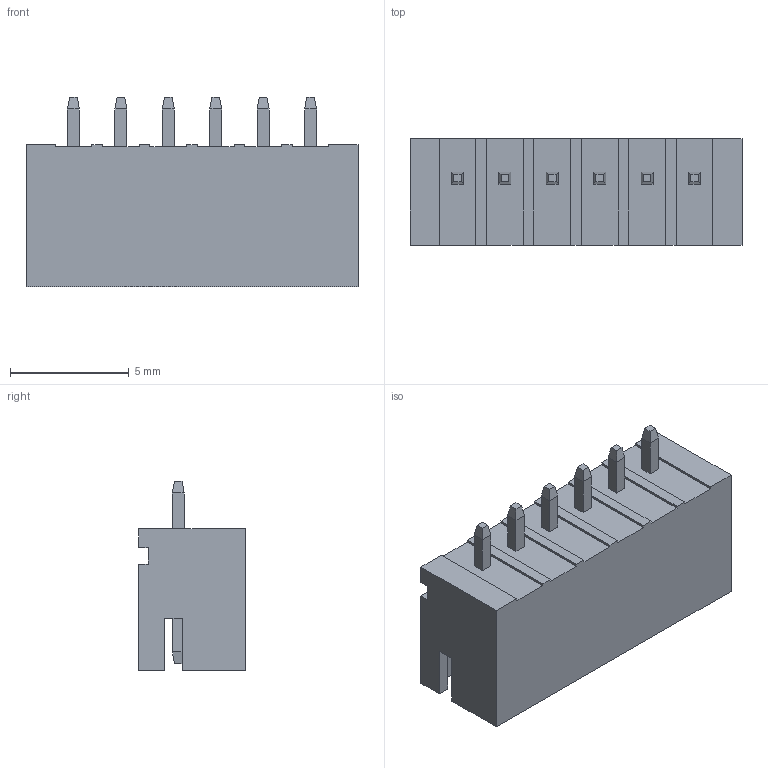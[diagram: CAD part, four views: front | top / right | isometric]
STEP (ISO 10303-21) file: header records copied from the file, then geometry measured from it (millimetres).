
FILE_DESCRIPTION(/* description */ (''),/* implementation_level */ '2;1');
FILE_NAME(/* name */ '58a9d7ba-053b-11ec-a4ad-06ca3c0dfbd1.step',/* time_stamp */ '2021-08-25T00:29:04+00:00',/* author */ (''),/* organization */ (''),/* preprocessor_version */ 'ST-DEVELOPER v18.1',/* originating_system */ 'Autodesk Translation Framework v10.6.0.1341',/* authorisation */ '');
FILE_SCHEMA (('AUTOMOTIVE_DESIGN { 1 0 10303 214 3 1 1 }'));
Length unit declared in the file: centimetre
Products named in the file (1): temp_body
Bounding box: 14 x 4.5 x 8 mm (x, y, z)
Volume: 156.8 mm3; surface area: 517.2 mm2
Topology: 1 solids, 1 shells, 166 faces, 414 edges, 260 vertices
Faces by surface type: plane 166
Entity records: 4822 total; most frequent: CARTESIAN_POINT 841, ORIENTED_EDGE 828, DIRECTION 748, LINE 414, VECTOR 414, EDGE_CURVE 414, VERTEX_POINT 260, EDGE_LOOP 180
